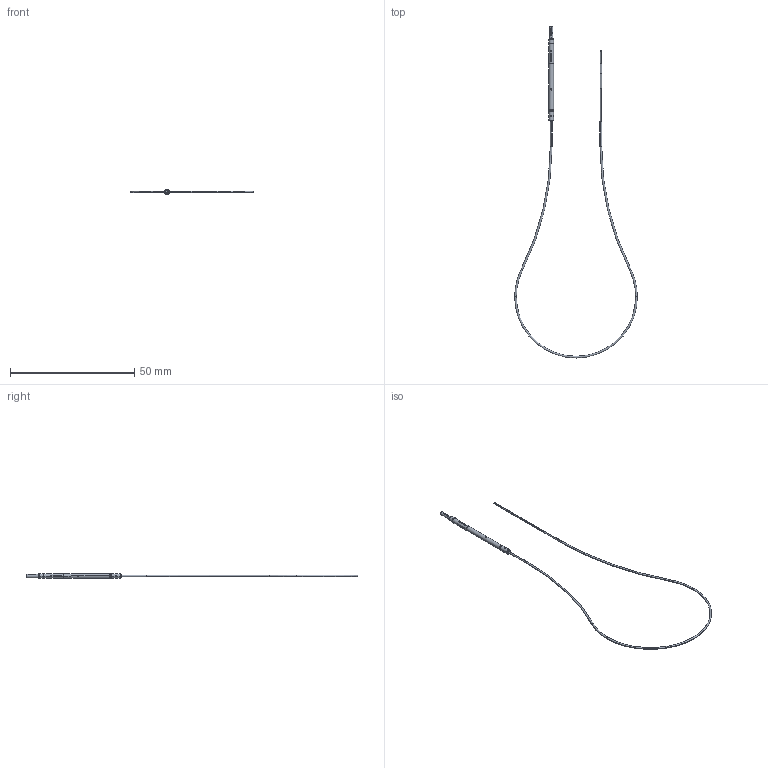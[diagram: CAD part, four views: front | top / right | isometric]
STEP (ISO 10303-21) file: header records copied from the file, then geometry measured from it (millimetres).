
FILE_DESCRIPTION (( 'STEP AP203' ), '1' );
FILE_NAME ('INGUN_SET-SLV-030-0002-SPT-FH-KS.STEP', '2024-11-08T05:52:56', ( '' ), ( '' ), 'SwSTEP 2.0', 'SolidWorks 2023', '' );
FILE_SCHEMA (( 'CONFIG_CONTROL_DESIGN' ));
Length unit declared in the file: millimetre
Products named in the file (1): INGUN_SET-SLV-030-0002-SPT-FH-KS
Bounding box: 49.42 x 133.65 x 2.2 mm (x, y, z)
Volume: 197.7 mm3; surface area: 796.5 mm2
Topology: 1 solids, 1 shells, 204 faces, 522 edges, 335 vertices
Faces by surface type: cylinder 59, plane 55, bspline 46, torus 24, cone 12, sphere 8
Entity records: 7442 total; most frequent: CARTESIAN_POINT 2705, ORIENTED_EDGE 1040, DIRECTION 898, EDGE_CURVE 520, AXIS2_PLACEMENT_3D 377, VERTEX_POINT 335, EDGE_LOOP 221, CIRCLE 218
